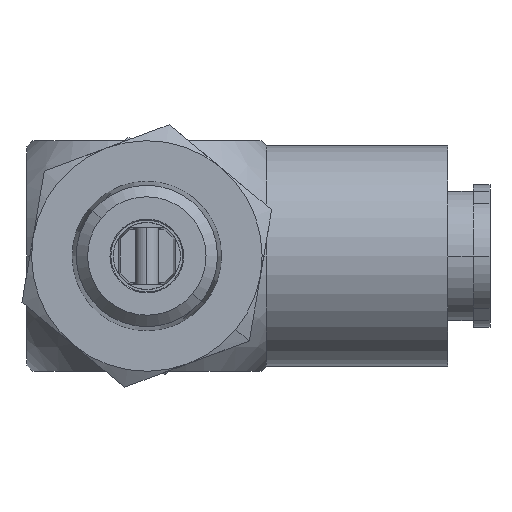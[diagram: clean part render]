
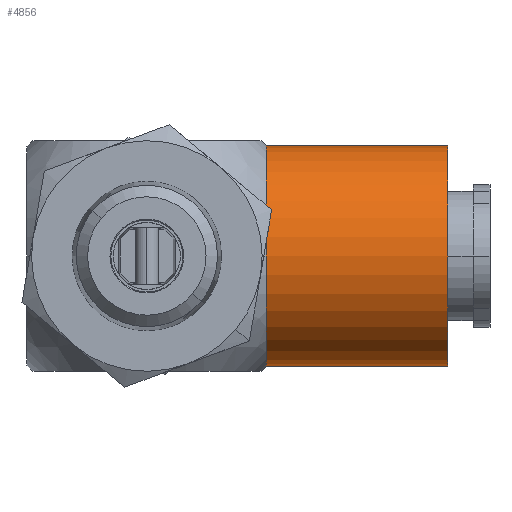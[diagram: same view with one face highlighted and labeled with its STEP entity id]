
A CAD part, left-side view. The second image highlights one B-rep face of the part: STEP entity #4856.
In plain terms, the highlighted cylindrical face has radius 7.582 mm (diameter 15.164 mm), a partial arc.
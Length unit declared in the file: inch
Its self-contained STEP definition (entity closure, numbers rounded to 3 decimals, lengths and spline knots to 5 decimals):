
#540 = DIRECTION ( 'NONE',  ( 0., -1., 0. ) ) ;
#843 = VECTOR ( 'NONE', #11903, 39.37008 ) ;
#1157 = EDGE_CURVE ( 'NONE', #5038, #9995, #8517, .T. ) ;
#1201 = VERTEX_POINT ( 'NONE', #3451 ) ;
#1316 = DIRECTION ( 'NONE',  ( 0., -1., 0. ) ) ;
#3233 = LINE ( 'NONE', #10506, #843 ) ;
#3248 = LINE ( 'NONE', #11902, #6562 ) ;
#3317 = ORIENTED_EDGE ( 'NONE', *, *, #6466, .F. ) ;
#3395 = DIRECTION ( 'NONE',  ( 0., -1., 0. ) ) ;
#3451 = CARTESIAN_POINT ( 'NONE',  ( -0.6875, -0.582, -0.0895 ) ) ;
#3552 = DIRECTION ( 'NONE',  ( 0., -1., 0. ) ) ;
#3928 = DIRECTION ( 'NONE',  ( 0., 0., -1. ) ) ;
#3983 = EDGE_LOOP ( 'NONE', ( #10995, #14134, #6630, #5932, #3317 ) ) ;
#4691 = AXIS2_PLACEMENT_3D ( 'NONE', #13857, #8377, #12638 ) ;
#4856 = ADVANCED_FACE ( 'NONE', ( #10058 ), #17715, .T. ) ;
#5038 = VERTEX_POINT ( 'NONE', #9658 ) ;
#5932 = ORIENTED_EDGE ( 'NONE', *, *, #17999, .T. ) ;
#6396 = AXIS2_PLACEMENT_3D ( 'NONE', #17243, #540, #11833 ) ;
#6466 = EDGE_CURVE ( 'NONE', #14594, #1201, #14997, .T. ) ;
#6562 = VECTOR ( 'NONE', #3552, 39.37008 ) ;
#6630 = ORIENTED_EDGE ( 'NONE', *, *, #15085, .T. ) ;
#8221 = CARTESIAN_POINT ( 'NONE',  ( -0.6875, -0.582, 0.209 ) ) ;
#8377 = DIRECTION ( 'NONE',  ( 0., -1., 0. ) ) ;
#8517 = CIRCLE ( 'NONE', #8640, 0.2985 ) ;
#8597 = VERTEX_POINT ( 'NONE', #18047 ) ;
#8640 = AXIS2_PLACEMENT_3D ( 'NONE', #17446, #3395, #17515 ) ;
#9658 = CARTESIAN_POINT ( 'NONE',  ( -0.6875, -0.09, 0.5075 ) ) ;
#9995 = VERTEX_POINT ( 'NONE', #10835 ) ;
#10058 = FACE_OUTER_BOUND ( 'NONE', #3983, .T. ) ;
#10506 = CARTESIAN_POINT ( 'NONE',  ( -0.6875, -0.582, -0.0895 ) ) ;
#10835 = CARTESIAN_POINT ( 'NONE',  ( -0.986, -0.09, 0.209 ) ) ;
#10995 = ORIENTED_EDGE ( 'NONE', *, *, #13877, .F. ) ;
#11700 = CIRCLE ( 'NONE', #4691, 0.2985 ) ;
#11734 = AXIS2_PLACEMENT_3D ( 'NONE', #8221, #1316, #3928 ) ;
#11833 = DIRECTION ( 'NONE',  ( 0., 0., -1. ) ) ;
#11902 = CARTESIAN_POINT ( 'NONE',  ( -0.6875, -0.582, 0.5075 ) ) ;
#11903 = DIRECTION ( 'NONE',  ( 0., -1., 0. ) ) ;
#12638 = DIRECTION ( 'NONE',  ( 0., 0., -1. ) ) ;
#13857 = CARTESIAN_POINT ( 'NONE',  ( -0.6875, -0.09, 0.209 ) ) ;
#13877 = EDGE_CURVE ( 'NONE', #5038, #14594, #3248, .T. ) ;
#14134 = ORIENTED_EDGE ( 'NONE', *, *, #1157, .T. ) ;
#14594 = VERTEX_POINT ( 'NONE', #16882 ) ;
#14997 = CIRCLE ( 'NONE', #11734, 0.2985 ) ;
#15085 = EDGE_CURVE ( 'NONE', #9995, #8597, #11700, .T. ) ;
#16882 = CARTESIAN_POINT ( 'NONE',  ( -0.6875, -0.582, 0.5075 ) ) ;
#17243 = CARTESIAN_POINT ( 'NONE',  ( -0.6875, -0.582, 0.209 ) ) ;
#17446 = CARTESIAN_POINT ( 'NONE',  ( -0.6875, -0.09, 0.209 ) ) ;
#17515 = DIRECTION ( 'NONE',  ( 0., 0., -1. ) ) ;
#17715 = CYLINDRICAL_SURFACE ( 'NONE', #6396, 0.2985 ) ;
#17999 = EDGE_CURVE ( 'NONE', #8597, #1201, #3233, .T. ) ;
#18047 = CARTESIAN_POINT ( 'NONE',  ( -0.6875, -0.09, -0.0895 ) ) ;
